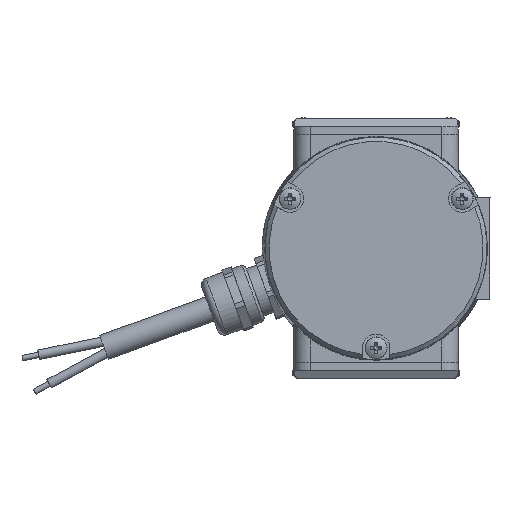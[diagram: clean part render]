
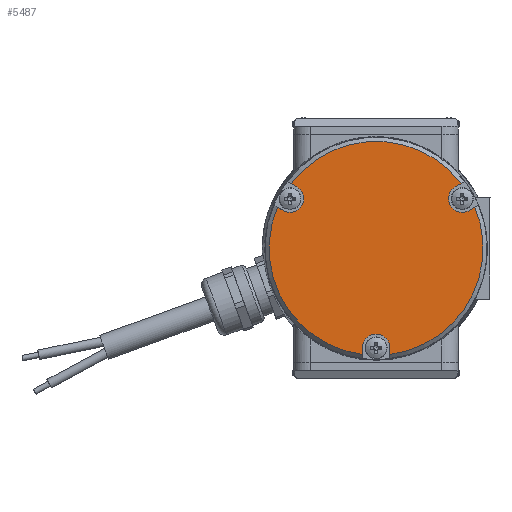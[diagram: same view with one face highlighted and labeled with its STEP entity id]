
A CAD part, left-side view. The second image highlights one B-rep face of the part: STEP entity #5487.
In plain terms, the highlighted planar face has unit normal (-1, 0, 0).
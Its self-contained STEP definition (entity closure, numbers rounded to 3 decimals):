
#68 = ORIENTED_EDGE ( 'NONE', *, *, #2917, .F. ) ;
#88 = ORIENTED_EDGE ( 'NONE', *, *, #8306, .F. ) ;
#174 = ORIENTED_EDGE ( 'NONE', *, *, #9971, .T. ) ;
#188 = ORIENTED_EDGE ( 'NONE', *, *, #13368, .F. ) ;
#268 = ORIENTED_EDGE ( 'NONE', *, *, #2052, .F. ) ;
#470 = DIRECTION ( 'NONE',  ( 0., 0., 1. ) ) ;
#492 = CARTESIAN_POINT ( 'NONE',  ( -62., -5.099, -36.25 ) ) ;
#495 = LINE ( 'NONE', #492, #11361 ) ;
#597 = CIRCLE ( 'NONE', #9151, 5. ) ;
#644 = DIRECTION ( 'NONE',  ( 0., -0.866, -0.5 ) ) ;
#721 = CARTESIAN_POINT ( 'NONE',  ( -62., 33.795, 13.795 ) ) ;
#753 = DIRECTION ( 'NONE',  ( 0., 0., -1. ) ) ;
#796 = LINE ( 'NONE', #721, #13509 ) ;
#821 = EDGE_CURVE ( 'NONE', #11190, #6826, #8500, .T. ) ;
#1264 = CIRCLE ( 'NONE', #9798, 39. ) ;
#1524 = CARTESIAN_POINT ( 'NONE',  ( -62., 30.898, 23.669 ) ) ;
#1786 = DIRECTION ( 'NONE',  ( 0., 1., 0. ) ) ;
#1803 = DIRECTION ( 'NONE',  ( -1., 0., 0. ) ) ;
#1817 = CARTESIAN_POINT ( 'NONE',  ( -62., -0.099, -36.25 ) ) ;
#1996 = VECTOR ( 'NONE', #11736, 1000. ) ;
#2052 = EDGE_CURVE ( 'NONE', #3321, #2299, #14450, .T. ) ;
#2132 = CARTESIAN_POINT ( 'NONE',  ( -62., -28.992, 22.455 ) ) ;
#2299 = VERTEX_POINT ( 'NONE', #14972 ) ;
#2373 = VECTOR ( 'NONE', #14590, 1000. ) ;
#2381 = CARTESIAN_POINT ( 'NONE',  ( -62., -31.095, 23.669 ) ) ;
#2500 = VERTEX_POINT ( 'NONE', #13341 ) ;
#2881 = DIRECTION ( 'NONE',  ( 0., -0.5, -0.866 ) ) ;
#2917 = EDGE_CURVE ( 'NONE', #2500, #9089, #10394, .T. ) ;
#2939 = DIRECTION ( 'NONE',  ( -1., 0., 0. ) ) ;
#2952 = CARTESIAN_POINT ( 'NONE',  ( -62., -31.492, 18.125 ) ) ;
#3321 = VERTEX_POINT ( 'NONE', #6707 ) ;
#3493 = EDGE_CURVE ( 'NONE', #11323, #13321, #3564, .T. ) ;
#3564 = CIRCLE ( 'NONE', #12052, 39. ) ;
#4073 = EDGE_CURVE ( 'NONE', #11323, #3321, #495, .T. ) ;
#4236 = CARTESIAN_POINT ( 'NONE',  ( -62., 4.901, -38.678 ) ) ;
#4289 = DIRECTION ( 'NONE',  ( 0., 0.5, 0.866 ) ) ;
#4308 = DIRECTION ( 'NONE',  ( 1., 0., 0. ) ) ;
#4311 = CARTESIAN_POINT ( 'NONE',  ( -62., -0.099, 0. ) ) ;
#4322 = PLANE ( 'NONE',  #9100 ) ;
#4324 = FACE_OUTER_BOUND ( 'NONE', #7588, .T. ) ;
#4594 = CARTESIAN_POINT ( 'NONE',  ( -62., -5.099, -38.678 ) ) ;
#4685 = VERTEX_POINT ( 'NONE', #10674 ) ;
#5436 = DIRECTION ( 'NONE',  ( 0., 0.5, 0.866 ) ) ;
#5452 = DIRECTION ( 'NONE',  ( -1., 0., 0. ) ) ;
#5487 = ADVANCED_FACE ( 'NONE', ( #4324 ), #4322, .F. ) ;
#5501 = VERTEX_POINT ( 'NONE', #4236 ) ;
#5507 = CARTESIAN_POINT ( 'NONE',  ( -62., -0.099, 0. ) ) ;
#5703 = CARTESIAN_POINT ( 'NONE',  ( -62., -33.992, 13.795 ) ) ;
#5836 = AXIS2_PLACEMENT_3D ( 'NONE', #10179, #10175, #10138 ) ;
#6638 = LINE ( 'NONE', #11208, #14485 ) ;
#6707 = CARTESIAN_POINT ( 'NONE',  ( -62., -5.099, -36.25 ) ) ;
#6826 = VERTEX_POINT ( 'NONE', #1524 ) ;
#7332 = EDGE_CURVE ( 'NONE', #9089, #6826, #11809, .T. ) ;
#7588 = EDGE_LOOP ( 'NONE', ( #14712, #14792, #14806, #14944, #14998, #15012, #15029, #68, #88, #174, #188, #268 ) ) ;
#7619 = CARTESIAN_POINT ( 'NONE',  ( -62., -36.095, 15.009 ) ) ;
#7635 = CARTESIAN_POINT ( 'NONE',  ( -62., 35.898, 15.009 ) ) ;
#8005 = AXIS2_PLACEMENT_3D ( 'NONE', #1817, #1803, #1786 ) ;
#8306 = EDGE_CURVE ( 'NONE', #12893, #2500, #796, .T. ) ;
#8350 = EDGE_CURVE ( 'NONE', #13430, #13321, #14733, .T. ) ;
#8500 = CIRCLE ( 'NONE', #8749, 39. ) ;
#8749 = AXIS2_PLACEMENT_3D ( 'NONE', #11243, #11228, #11172 ) ;
#8753 = EDGE_CURVE ( 'NONE', #4685, #13430, #597, .T. ) ;
#9089 = VERTEX_POINT ( 'NONE', #10469 ) ;
#9100 = AXIS2_PLACEMENT_3D ( 'NONE', #4311, #4308, #4289 ) ;
#9151 = AXIS2_PLACEMENT_3D ( 'NONE', #2952, #2939, #2881 ) ;
#9697 = DIRECTION ( 'NONE',  ( 0., 0.866, -0.5 ) ) ;
#9798 = AXIS2_PLACEMENT_3D ( 'NONE', #10889, #10867, #10832 ) ;
#9971 = EDGE_CURVE ( 'NONE', #12893, #5501, #1264, .T. ) ;
#10138 = DIRECTION ( 'NONE',  ( 0., -0.5, 0.866 ) ) ;
#10175 = DIRECTION ( 'NONE',  ( -1., 0., 0. ) ) ;
#10179 = CARTESIAN_POINT ( 'NONE',  ( -62., 31.295, 18.125 ) ) ;
#10394 = CIRCLE ( 'NONE', #5836, 5. ) ;
#10469 = CARTESIAN_POINT ( 'NONE',  ( -62., 28.795, 22.455 ) ) ;
#10674 = CARTESIAN_POINT ( 'NONE',  ( -62., -28.992, 22.455 ) ) ;
#10832 = DIRECTION ( 'NONE',  ( 0., 0.5, 0.866 ) ) ;
#10867 = DIRECTION ( 'NONE',  ( -1., 0., 0. ) ) ;
#10889 = CARTESIAN_POINT ( 'NONE',  ( -62., -0.099, 0. ) ) ;
#11082 = EDGE_CURVE ( 'NONE', #11190, #4685, #14183, .T. ) ;
#11172 = DIRECTION ( 'NONE',  ( 0., 0.5, 0.866 ) ) ;
#11190 = VERTEX_POINT ( 'NONE', #2381 ) ;
#11208 = CARTESIAN_POINT ( 'NONE',  ( -62., 4.901, -36.25 ) ) ;
#11228 = DIRECTION ( 'NONE',  ( -1., 0., 0. ) ) ;
#11243 = CARTESIAN_POINT ( 'NONE',  ( -62., -0.099, 0. ) ) ;
#11323 = VERTEX_POINT ( 'NONE', #4594 ) ;
#11361 = VECTOR ( 'NONE', #470, 1000. ) ;
#11736 = DIRECTION ( 'NONE',  ( 0., 0.866, 0.5 ) ) ;
#11790 = CARTESIAN_POINT ( 'NONE',  ( -62., 28.795, 22.455 ) ) ;
#11809 = LINE ( 'NONE', #11790, #1996 ) ;
#12052 = AXIS2_PLACEMENT_3D ( 'NONE', #5507, #5452, #5436 ) ;
#12322 = VECTOR ( 'NONE', #9697, 1000. ) ;
#12893 = VERTEX_POINT ( 'NONE', #7635 ) ;
#13321 = VERTEX_POINT ( 'NONE', #7619 ) ;
#13341 = CARTESIAN_POINT ( 'NONE',  ( -62., 33.795, 13.795 ) ) ;
#13368 = EDGE_CURVE ( 'NONE', #2299, #5501, #6638, .T. ) ;
#13430 = VERTEX_POINT ( 'NONE', #5703 ) ;
#13509 = VECTOR ( 'NONE', #644, 1000. ) ;
#14183 = LINE ( 'NONE', #2132, #12322 ) ;
#14450 = CIRCLE ( 'NONE', #8005, 5. ) ;
#14485 = VECTOR ( 'NONE', #753, 1000. ) ;
#14590 = DIRECTION ( 'NONE',  ( 0., -0.866, 0.5 ) ) ;
#14654 = CARTESIAN_POINT ( 'NONE',  ( -62., -33.992, 13.795 ) ) ;
#14712 = ORIENTED_EDGE ( 'NONE', *, *, #4073, .F. ) ;
#14733 = LINE ( 'NONE', #14654, #2373 ) ;
#14792 = ORIENTED_EDGE ( 'NONE', *, *, #3493, .T. ) ;
#14806 = ORIENTED_EDGE ( 'NONE', *, *, #8350, .F. ) ;
#14944 = ORIENTED_EDGE ( 'NONE', *, *, #8753, .F. ) ;
#14972 = CARTESIAN_POINT ( 'NONE',  ( -62., 4.901, -36.25 ) ) ;
#14998 = ORIENTED_EDGE ( 'NONE', *, *, #11082, .F. ) ;
#15012 = ORIENTED_EDGE ( 'NONE', *, *, #821, .T. ) ;
#15029 = ORIENTED_EDGE ( 'NONE', *, *, #7332, .F. ) ;
